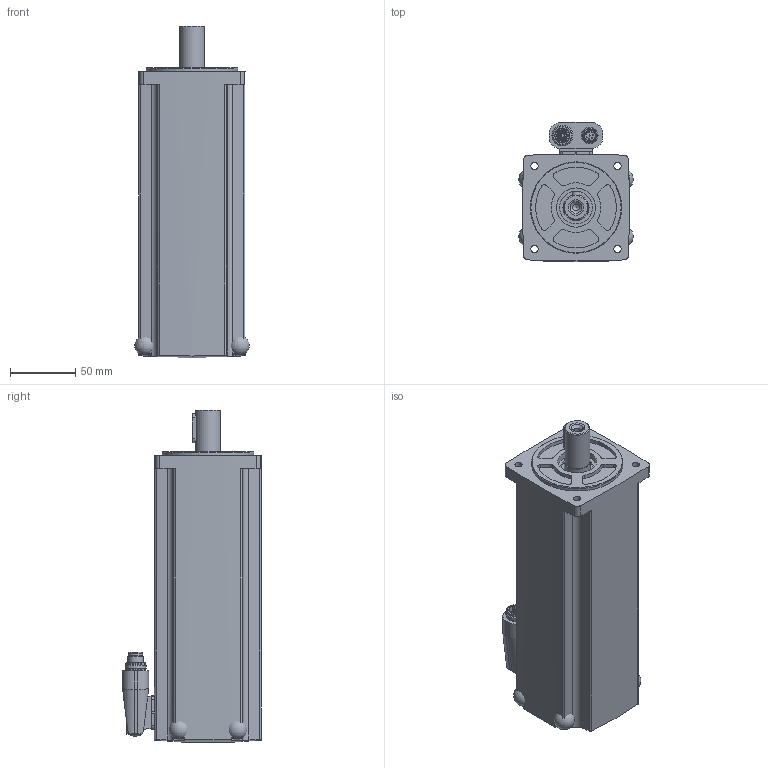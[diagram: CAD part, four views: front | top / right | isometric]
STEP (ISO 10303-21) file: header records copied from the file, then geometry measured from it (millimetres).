
FILE_DESCRIPTION(/* description */ ('STEP AP214'),/* implementation_level */ '2;1');
FILE_NAME(/* name */ '4267591_EMME-AS-80-MK-LS-AMXB',/* time_stamp */ '2024-08-28T00:12:45+02:00',/* author */ ('License CC BY-ND 4.0'),/* organization */ ('CADENAS'),/* preprocessor_version */ 'ST-DEVELOPER v19.3',/* originating_system */ 'PARTsolutions',/* authorisation */ ' ');
FILE_SCHEMA (('FEATURE_BASED_PROCESS_PLANNING','AUTOMOTIVE_DESIGN {1 0 10303 214 3 1 1}'));
Length unit declared in the file: millimetre
Products named in the file (1): 4267591 EMME-AS-80-MK-LS-AMXB
Bounding box: 87.75 x 106.5 x 254.5 mm (x, y, z)
Volume: 1334230.7 mm3; surface area: 96472.5 mm2
Topology: 1 solids, 1 shells, 309 faces, 782 edges, 509 vertices
Faces by surface type: plane 136, cylinder 133, torus 16, cone 15, sphere 9
Full cylindrical faces by diameter (mm): 0.8 x12, 1.25 x4, 1.65 x4, 2.8 x4, 4.917 x1, 5.5 x4, 6 x2, 8 x4, 10.773 x2, 11.8 x1, 12 x1, 14.773 x2, 16 x1, 19 x1, 20 x1, 25 x1, 30 x1, 70 x1
Entity records: 8741 total; most frequent: CARTESIAN_POINT 1615, DIRECTION 1543, ORIENTED_EDGE 1322, EDGE_CURVE 661, AXIS2_PLACEMENT_3D 619, VERTEX_POINT 479, FACE_BOUND 442, EDGE_LOOP 437
